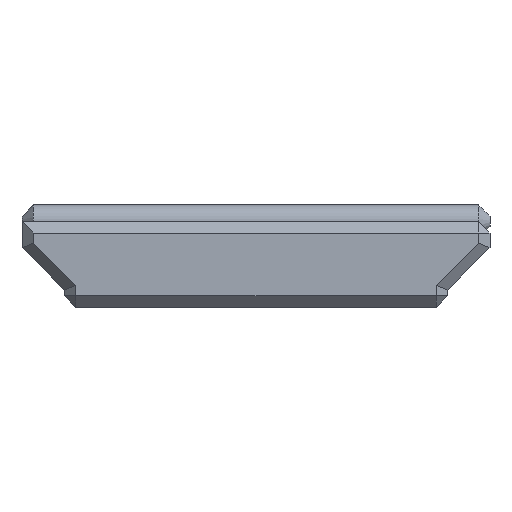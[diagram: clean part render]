
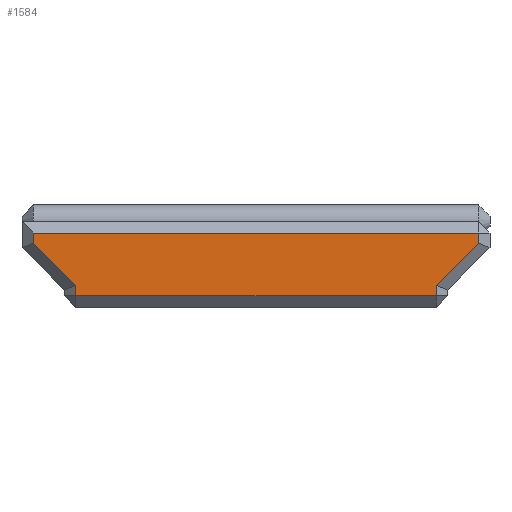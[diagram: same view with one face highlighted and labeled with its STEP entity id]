
A CAD part, front view. The second image highlights one B-rep face of the part: STEP entity #1584.
In plain terms, the highlighted planar face has unit normal (0, -1, 0).
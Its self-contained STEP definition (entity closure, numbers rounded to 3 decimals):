
#842=CARTESIAN_POINT('',(49.358,34.8,1.005));
#843=VERTEX_POINT('',#842);
#866=CARTESIAN_POINT('',(49.358,34.8,0.829));
#867=VERTEX_POINT('',#866);
#868=CARTESIAN_POINT('',(49.358,34.8,1.005));
#869=DIRECTION('',(0.,0.,-1.));
#870=VECTOR('',#869,0.176);
#871=LINE('',#868,#870);
#872=EDGE_CURVE('',#843,#867,#871,.T.);
#888=CARTESIAN_POINT('',(48.617,34.8,0.088));
#889=VERTEX_POINT('',#888);
#890=CARTESIAN_POINT('',(49.358,34.8,0.829));
#891=DIRECTION('',(-0.707,0.,-0.707));
#892=VECTOR('',#891,1.049);
#893=LINE('',#890,#892);
#894=EDGE_CURVE('',#867,#889,#893,.T.);
#927=CARTESIAN_POINT('',(42.299,34.8,-0.095));
#928=VERTEX_POINT('',#927);
#957=CARTESIAN_POINT('',(48.617,34.8,-0.095));
#958=VERTEX_POINT('',#957);
#979=CARTESIAN_POINT('',(48.617,34.8,0.088));
#980=DIRECTION('',(0.,0.,-1.));
#981=VECTOR('',#980,0.183);
#982=LINE('',#979,#981);
#983=EDGE_CURVE('',#889,#958,#982,.T.);
#1002=CARTESIAN_POINT('',(48.617,34.8,-0.095));
#1003=DIRECTION('',(-1.,0.,-0.));
#1004=VECTOR('',#1003,6.317);
#1005=LINE('',#1002,#1004);
#1006=EDGE_CURVE('',#958,#928,#1005,.T.);
#1380=CARTESIAN_POINT('',(42.299,34.8,0.088));
#1381=VERTEX_POINT('',#1380);
#1382=CARTESIAN_POINT('',(42.299,34.8,-0.095));
#1383=DIRECTION('',(-0.,0.,1.));
#1384=VECTOR('',#1383,0.183);
#1385=LINE('',#1382,#1384);
#1386=EDGE_CURVE('',#928,#1381,#1385,.T.);
#1411=CARTESIAN_POINT('',(41.558,34.8,0.829));
#1412=VERTEX_POINT('',#1411);
#1413=CARTESIAN_POINT('',(42.299,34.8,0.088));
#1414=DIRECTION('',(-0.707,0.,0.707));
#1415=VECTOR('',#1414,1.049);
#1416=LINE('',#1413,#1415);
#1417=EDGE_CURVE('',#1381,#1412,#1416,.T.);
#1440=CARTESIAN_POINT('',(41.558,34.8,1.005));
#1441=VERTEX_POINT('',#1440);
#1442=CARTESIAN_POINT('',(41.558,34.8,0.829));
#1443=DIRECTION('',(-0.,0.,1.));
#1444=VECTOR('',#1443,0.176);
#1445=LINE('',#1442,#1444);
#1446=EDGE_CURVE('',#1412,#1441,#1445,.T.);
#1462=CARTESIAN_POINT('',(41.558,34.8,1.005));
#1463=DIRECTION('',(1.,0.,0.));
#1464=VECTOR('',#1463,7.8);
#1465=LINE('',#1462,#1464);
#1466=EDGE_CURVE('',#1441,#843,#1465,.T.);
#1569=CARTESIAN_POINT('',(45.592,34.8,0.605));
#1570=DIRECTION('',(0.,-1.,0.));
#1571=DIRECTION('',(0.,0.,-1.));
#1572=AXIS2_PLACEMENT_3D('',#1569,#1570,#1571);
#1573=PLANE('',#1572);
#1574=ORIENTED_EDGE('',*,*,#872,.F.);
#1575=ORIENTED_EDGE('',*,*,#1466,.F.);
#1576=ORIENTED_EDGE('',*,*,#1446,.F.);
#1577=ORIENTED_EDGE('',*,*,#1417,.F.);
#1578=ORIENTED_EDGE('',*,*,#1386,.F.);
#1579=ORIENTED_EDGE('',*,*,#1006,.F.);
#1580=ORIENTED_EDGE('',*,*,#983,.F.);
#1581=ORIENTED_EDGE('',*,*,#894,.F.);
#1582=EDGE_LOOP('',(#1574,#1575,#1576,#1577,#1578,#1579,#1580,#1581));
#1583=FACE_BOUND('',#1582,.T.);
#1584=ADVANCED_FACE('',(#1583),#1573,.T.);
